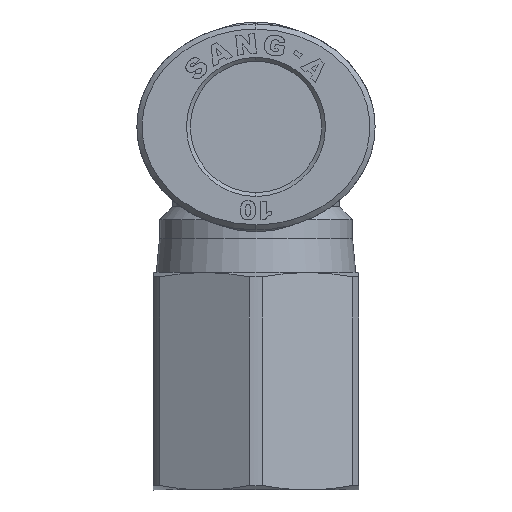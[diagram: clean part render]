
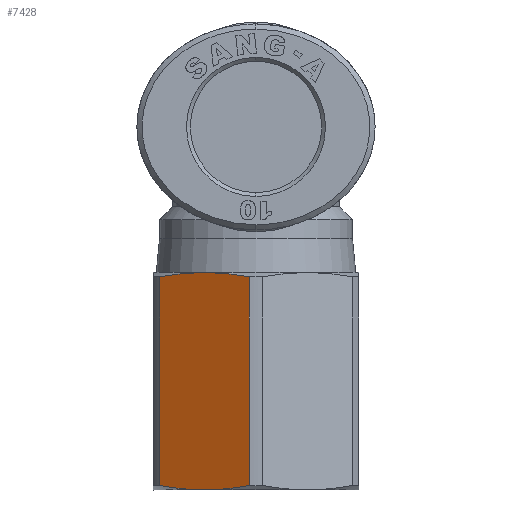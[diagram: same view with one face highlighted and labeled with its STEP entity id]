
A CAD part, left-side view. The second image highlights one B-rep face of the part: STEP entity #7428.
In plain terms, the highlighted planar face has unit normal (-0.866, 0.5, 0).
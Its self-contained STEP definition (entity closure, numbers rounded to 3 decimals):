
#30 = CARTESIAN_POINT ( 'NONE',  ( -14.155, 7.475, -27.854 ) ) ;
#103 = VECTOR ( 'NONE', #15310, 1000. ) ;
#800 = EDGE_CURVE ( 'NONE', #21165, #2525, #16958, .T. ) ;
#911 = CARTESIAN_POINT ( 'NONE',  ( -16.835, 2.833, -11.3 ) ) ;
#1162 = CARTESIAN_POINT ( 'NONE',  ( -14.155, 7.475, -11.646 ) ) ;
#1361 = CARTESIAN_POINT ( 'NONE',  ( -14.819, 6.324, -11.429 ) ) ;
#1644 = DIRECTION ( 'NONE',  ( -0.866, 0.5, 0. ) ) ;
#1686 = CARTESIAN_POINT ( 'NONE',  ( -14.819, 6.324, -28.071 ) ) ;
#1896 = CARTESIAN_POINT ( 'NONE',  ( -15.488, 5.167, -28.2 ) ) ;
#2283 = ORIENTED_EDGE ( 'NONE', *, *, #800, .T. ) ;
#2525 = VERTEX_POINT ( 'NONE', #30 ) ;
#2735 = FACE_OUTER_BOUND ( 'NONE', #12784, .T. ) ;
#2884 = CARTESIAN_POINT ( 'NONE',  ( -16.161, 4., -28.2 ) ) ;
#3913 = CARTESIAN_POINT ( 'NONE',  ( -14.155, 7.475, -27.854 ) ) ;
#5607 = VERTEX_POINT ( 'NONE', #2884 ) ;
#5794 = CARTESIAN_POINT ( 'NONE',  ( -14.155, 7.475, -28.2 ) ) ;
#5951 = CARTESIAN_POINT ( 'NONE',  ( -16.161, 4., -11.3 ) ) ;
#6174 = CARTESIAN_POINT ( 'NONE',  ( -18.168, 0.525, -27.854 ) ) ;
#7428 = ADVANCED_FACE ( 'NONE', ( #2735 ), #19350, .T. ) ;
#7541 = CARTESIAN_POINT ( 'NONE',  ( -16.835, 2.833, -28.2 ) ) ;
#7604 = EDGE_CURVE ( 'NONE', #5607, #14540, #9530, .T. ) ;
#7803 = DIRECTION ( 'NONE',  ( 0., 0., -1. ) ) ;
#8406 = CARTESIAN_POINT ( 'NONE',  ( -18.471, 0., -28.2 ) ) ;
#8424 = ORIENTED_EDGE ( 'NONE', *, *, #9378, .T. ) ;
#9244 = VERTEX_POINT ( 'NONE', #12804 ) ;
#9378 = EDGE_CURVE ( 'NONE', #2525, #5607, #24558, .T. ) ;
#9530 = B_SPLINE_CURVE_WITH_KNOTS ( 'NONE', 3,
 ( #28188, #7541, #17049, #14712 ),
 .UNSPECIFIED., .F., .F.,
 ( 4, 4 ),
 ( 0., 0.004 ),
 .UNSPECIFIED. ) ;
#10777 = VERTEX_POINT ( 'NONE', #26709 ) ;
#10869 = EDGE_CURVE ( 'NONE', #9244, #10777, #27714, .T. ) ;
#12784 = EDGE_LOOP ( 'NONE', ( #8424, #29016, #14336, #28264, #13405, #2283 ) ) ;
#12804 = CARTESIAN_POINT ( 'NONE',  ( -16.161, 4., -11.3 ) ) ;
#12975 = VECTOR ( 'NONE', #7803, 1000. ) ;
#13095 = CARTESIAN_POINT ( 'NONE',  ( -18.168, 0.525, -28.2 ) ) ;
#13405 = ORIENTED_EDGE ( 'NONE', *, *, #20736, .F. ) ;
#14336 = ORIENTED_EDGE ( 'NONE', *, *, #26155, .T. ) ;
#14540 = VERTEX_POINT ( 'NONE', #6174 ) ;
#14712 = CARTESIAN_POINT ( 'NONE',  ( -18.168, 0.525, -27.854 ) ) ;
#15310 = DIRECTION ( 'NONE',  ( 0., 0., 1. ) ) ;
#15625 = CARTESIAN_POINT ( 'NONE',  ( -16.161, 4., -28.2 ) ) ;
#16395 = CARTESIAN_POINT ( 'NONE',  ( -14.155, 7.475, -11.646 ) ) ;
#16958 = LINE ( 'NONE', #5794, #12975 ) ;
#17049 = CARTESIAN_POINT ( 'NONE',  ( -17.503, 1.676, -28.071 ) ) ;
#17078 = CARTESIAN_POINT ( 'NONE',  ( -17.503, 1.676, -11.429 ) ) ;
#17275 = AXIS2_PLACEMENT_3D ( 'NONE', #8406, #1644, #20130 ) ;
#19350 = PLANE ( 'NONE',  #17275 ) ;
#19667 = CARTESIAN_POINT ( 'NONE',  ( -16.161, 4., -11.3 ) ) ;
#20130 = DIRECTION ( 'NONE',  ( -0.5, -0.866, 0. ) ) ;
#20736 = EDGE_CURVE ( 'NONE', #21165, #9244, #21387, .T. ) ;
#21165 = VERTEX_POINT ( 'NONE', #16395 ) ;
#21387 = B_SPLINE_CURVE_WITH_KNOTS ( 'NONE', 3,
 ( #1162, #1361, #26473, #19667 ),
 .UNSPECIFIED., .F., .F.,
 ( 4, 4 ),
 ( 0., 0.004 ),
 .UNSPECIFIED. ) ;
#24558 = B_SPLINE_CURVE_WITH_KNOTS ( 'NONE', 3,
 ( #3913, #1686, #1896, #15625 ),
 .UNSPECIFIED., .F., .F.,
 ( 4, 4 ),
 ( 0., 0.004 ),
 .UNSPECIFIED. ) ;
#24883 = CARTESIAN_POINT ( 'NONE',  ( -18.168, 0.525, -11.646 ) ) ;
#25071 = LINE ( 'NONE', #13095, #103 ) ;
#26155 = EDGE_CURVE ( 'NONE', #14540, #10777, #25071, .T. ) ;
#26473 = CARTESIAN_POINT ( 'NONE',  ( -15.488, 5.167, -11.3 ) ) ;
#26709 = CARTESIAN_POINT ( 'NONE',  ( -18.168, 0.525, -11.646 ) ) ;
#27714 = B_SPLINE_CURVE_WITH_KNOTS ( 'NONE', 3,
 ( #5951, #911, #17078, #24883 ),
 .UNSPECIFIED., .F., .F.,
 ( 4, 4 ),
 ( 0., 0.004 ),
 .UNSPECIFIED. ) ;
#28188 = CARTESIAN_POINT ( 'NONE',  ( -16.161, 4., -28.2 ) ) ;
#28264 = ORIENTED_EDGE ( 'NONE', *, *, #10869, .F. ) ;
#29016 = ORIENTED_EDGE ( 'NONE', *, *, #7604, .T. ) ;
